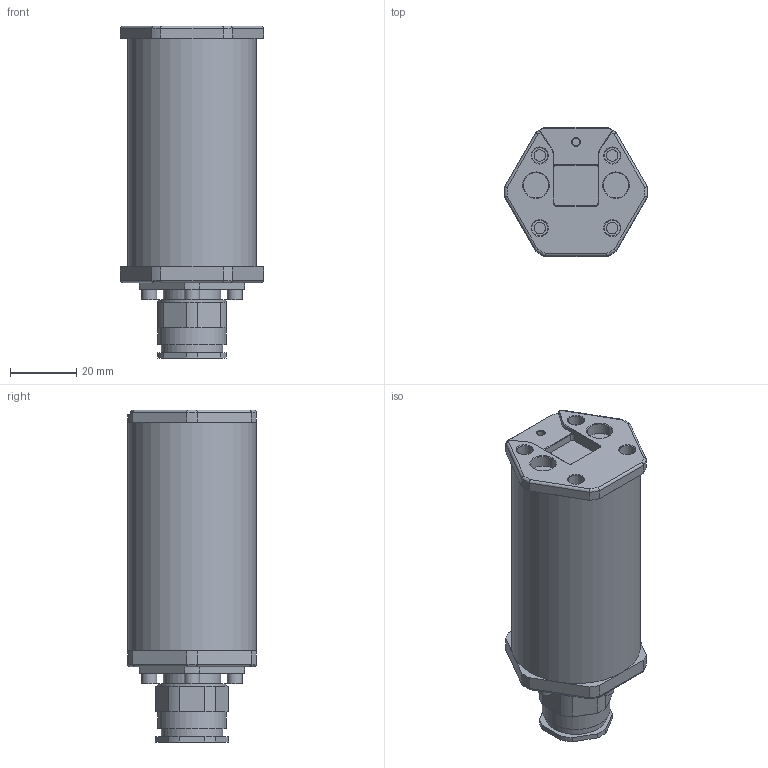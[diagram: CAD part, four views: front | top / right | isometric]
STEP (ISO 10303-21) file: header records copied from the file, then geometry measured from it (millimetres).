
FILE_DESCRIPTION(/* description */ (''),/* implementation_level */ '2;1');
FILE_NAME(/* name */ 'Gemini-59XXX-TYPEN.step',/* time_stamp */ '2021-08-03T09:30:26-06:00',/* author */ (''),/* organization */ (''),/* preprocessor_version */ 'ST-DEVELOPER v18.1',/* originating_system */ 'Autodesk Translation Framework v10.9.0.1377',/* authorisation */ '');
FILE_SCHEMA (('AUTOMOTIVE_DESIGN { 1 0 10303 214 3 1 1 }'));
Length unit declared in the file: inch
Products named in the file (1): 1000-RFB-SMA..0504415.Rev3
Bounding box: 43.17 x 38.86 x 100.2 mm (x, y, z)
Volume: 99076.4 mm3; surface area: 15652 mm2
Topology: 1 solids, 9 shells, 239 faces, 529 edges, 331 vertices
Faces by surface type: plane 122, cylinder 78, cone 23, torus 12, bspline 4
Full cylindrical faces by diameter (mm): 2.271 x9, 3.2 x4, 3.454 x4, 4.572 x4, 4.775 x4, 7.62 x2, 16.129 x1, 17.399 x1, 18.542 x1, 20.574 x2, 38.862 x1
Entity records: 6851 total; most frequent: CARTESIAN_POINT 1518, DIRECTION 1130, ORIENTED_EDGE 1042, EDGE_CURVE 521, AXIS2_PLACEMENT_3D 411, VERTEX_POINT 331, LINE 308, VECTOR 308
